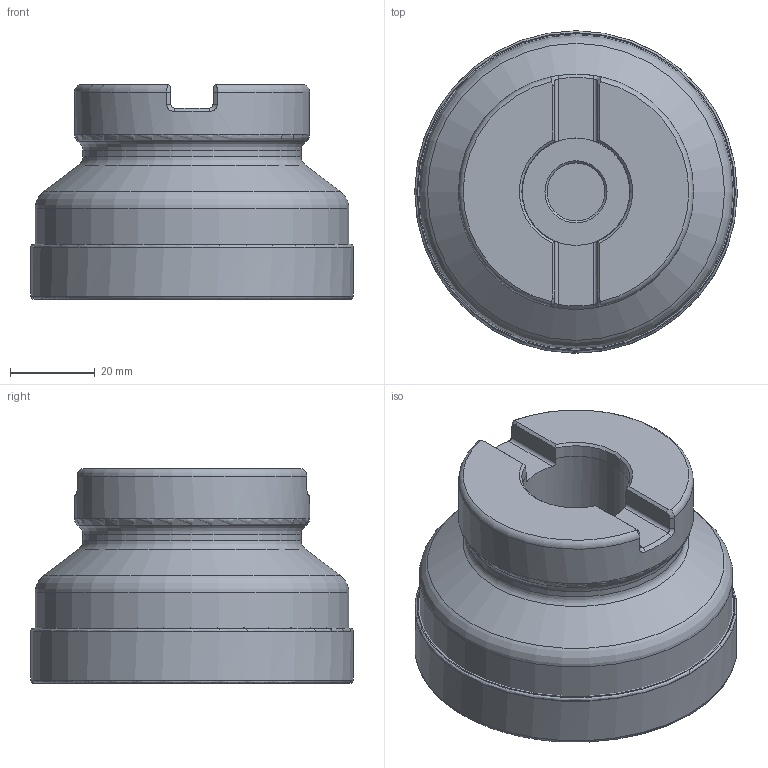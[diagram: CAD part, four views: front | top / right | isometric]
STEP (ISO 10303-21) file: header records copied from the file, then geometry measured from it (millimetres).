
FILE_DESCRIPTION(/* description */ (''),/* implementation_level */ '2;1');
FILE_NAME(/* name */ 'E-catalog-F90-LNHU13R-D300Z6S100I.stp',/* time_stamp */ '2023-10-18T17:39:56+09:00',/* author */ (''),/* organization */ (''),/* preprocessor_version */ 'ST-DEVELOPER v16',/* originating_system */ 'SIEMENS PLM Software NX 10.0',/* authorisation */ '');
FILE_SCHEMA (('AP203_CONFIGURATION_CONTROLLED_3D_DESIGN_OF_MECHANICAL_PARTS_AND_ASSEMBLIES_MIM_LF { 1 0 10303 403 2 1 2}'));
Length unit declared in the file: millimetre
Products named in the file (1): 10223F085D9Eptkg
Bounding box: 76.2 x 76.2 x 50.8 mm (x, y, z)
Volume: 183328.9 mm3; surface area: 36272.3 mm2
Topology: 3 solids, 4 shells, 93 faces, 257 edges, 198 vertices
Faces by surface type: revolution 27, plane 23, torus 14, cylinder 11, cone 10, bspline 8
Full cylindrical faces by diameter (mm): 13.7 x1, 21 x1, 25.4 x1, 26.4 x1, 51.6 x1, 55.6 x1, 74.2 x1
Entity records: 3136 total; most frequent: CARTESIAN_POINT 1266, DIRECTION 328, ORIENTED_EDGE 300, EDGE_CURVE 151, EDGE_LOOP 146, AXIS2_PLACEMENT_3D 136, VERTEX_POINT 115, FACE_BOUND 108
